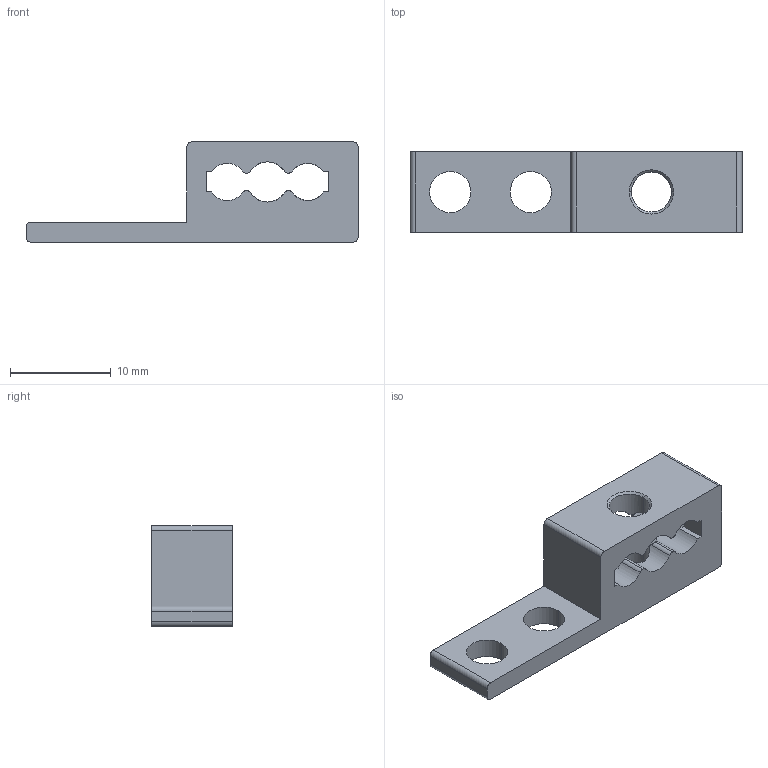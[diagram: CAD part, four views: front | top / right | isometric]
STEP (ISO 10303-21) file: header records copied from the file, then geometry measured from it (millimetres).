
FILE_DESCRIPTION (( 'STEP AP214' ), '1' );
FILE_NAME ('Bracket P1盓殤P1.step', '2016-10-28T04:08:59', ( 'dell' ), ( '' ), 'SwSTEP 2.0', 'SolidWorks 2013', '' );
FILE_SCHEMA (( 'AUTOMOTIVE_DESIGN' ));
Length unit declared in the file: millimetre
Products named in the file (1): Bracket P1盓殤P1
Bounding box: 33 x 8 x 10 mm (x, y, z)
Volume: 1149.6 mm3; surface area: 1310.7 mm2
Topology: 1 solids, 1 shells, 61 faces, 182 edges, 120 vertices
Faces by surface type: cylinder 38, plane 17, cone 6
Entity records: 2270 total; most frequent: CARTESIAN_POINT 568, ORIENTED_EDGE 364, DIRECTION 344, EDGE_CURVE 182, AXIS2_PLACEMENT_3D 128, VERTEX_POINT 120, VECTOR 88, LINE 88
